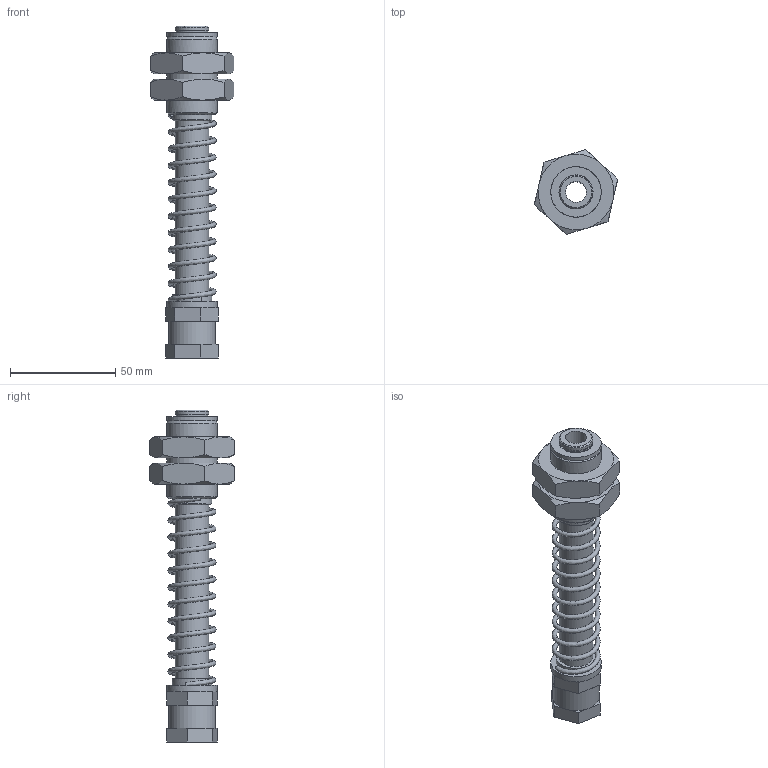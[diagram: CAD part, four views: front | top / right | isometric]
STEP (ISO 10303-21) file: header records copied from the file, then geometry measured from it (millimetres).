
FILE_DESCRIPTION(/* description */ (''),/* implementation_level */ '2;1');
FILE_NAME(/* name */ 'tlc16-45agh.stp',/* time_stamp */ '2021-02-19T10:30:56+01:00',/* author */ ('enginyeria'),/* organization */ (''),/* preprocessor_version */ 'ST-DEVELOPER v17.2',/* originating_system */ 'Autodesk Inventor 2019',/* authorisation */ '');
FILE_SCHEMA (('CONFIG_CONTROL_DESIGN'));
Products named in the file (1): tlc16-45agh
Bounding box: 39.72 x 40.53 x 158 mm (x, y, z)
Volume: 49632.2 mm3; surface area: 24685.2 mm2
Topology: 1 solids, 2 shells, 118 faces, 276 edges, 173 vertices
Faces by surface type: plane 67, cone 31, cylinder 19, bspline 1
Full cylindrical faces by diameter (mm): 10 x1, 14.95 x1, 15 x1, 16 x3, 16.2 x1, 19 x1, 22 x1, 24 x5
Entity records: 32244 total; most frequent: CARTESIAN_POINT 29590, ORIENTED_EDGE 552, DIRECTION 551, EDGE_CURVE 276, AXIS2_PLACEMENT_3D 226, VERTEX_POINT 173, EDGE_LOOP 133, FACE_OUTER_BOUND 118
